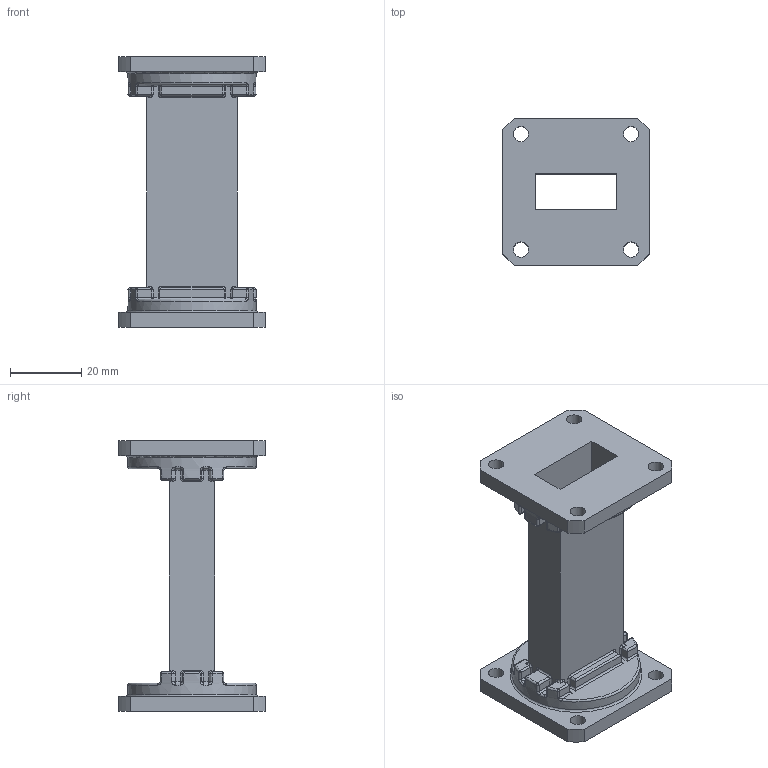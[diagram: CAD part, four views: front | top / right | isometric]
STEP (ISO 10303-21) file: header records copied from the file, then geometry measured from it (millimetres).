
FILE_DESCRIPTION (( 'STEP AP203' ), '1' );
FILE_NAME ('PE-W90S001-3_3D.step', '2021-01-29T21:41:48', ( '' ), ( '' ), 'SwSTEP 2.0', 'SolidWorks 2018', '' );
FILE_SCHEMA (( 'CONFIG_CONTROL_DESIGN' ));
Length unit declared in the file: inch
Products named in the file (1): PE-W90S001-3_3D
Bounding box: 41.27 x 41.27 x 76.2 mm (x, y, z)
Volume: 24633 mm3; surface area: 17930.7 mm2
Topology: 1 solids, 1 shells, 450 faces, 1068 edges, 564 vertices
Faces by surface type: cylinder 208, plane 92, torus 68, sphere 58, bspline 24
Full cylindrical faces by diameter (mm): 4.293 x8, 36.116 x2
Entity records: 13145 total; most frequent: CARTESIAN_POINT 3165, DIRECTION 2240, ORIENTED_EDGE 1976, EDGE_CURVE 988, AXIS2_PLACEMENT_3D 901, VERTEX_POINT 554, EDGE_LOOP 482, CIRCLE 474
